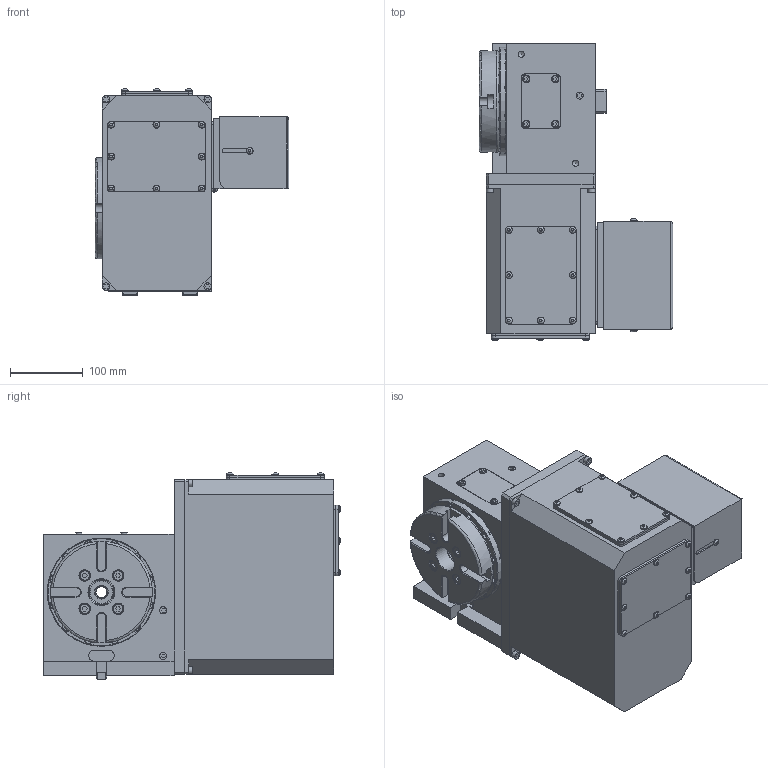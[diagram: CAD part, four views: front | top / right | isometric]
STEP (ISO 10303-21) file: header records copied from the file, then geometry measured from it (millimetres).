
FILE_DESCRIPTION(/* description */ ('Unknown'),/* implementation_level */ '2;1');
FILE_NAME(/* name */ '外型圖-RD140',/* time_stamp */ '2025-06-25T09:51:47+08:00',/* author */ ('Unknown'),/* organization */ ('Unknown'),/* preprocessor_version */ 'ST-DEVELOPER v19.4',/* originating_system */ 'Solid Edge',/* authorisation */ 'Unknown');
FILE_SCHEMA (('AUTOMOTIVE_DESIGN {1 0 10303 214 3 1 1}'));
Length unit declared in the file: millimetre
Products named in the file (1): ¥~«¬¹Ï-RD1g“
Bounding box: 267 x 409.5 x 284.5 mm (x, y, z)
Volume: 14029383.9 mm3; surface area: 632057.9 mm2
Topology: 1 solids, 1 shells, 1270 faces, 2953 edges, 1947 vertices
Faces by surface type: plane 971, cylinder 244, torus 36, cone 19
Full cylindrical faces by diameter (mm): 2.5 x8, 4.2 x4, 5 x4, 7 x4, 7.74 x1, 8 x4, 8.5 x48, 9.5 x42, 9.72 x3, 9.728 x1, 10 x23, 11 x14, 13 x4, 13.2 x4, 14 x4, 15 x1, 17 x1, 23 x1, 26 x1, 31 x2, 35 x2, 40 x1, 45 x1, 58 x1, 95 x1, 140 x1, 149 x1
Entity records: 43255 total; most frequent: CARTESIAN_POINT 5963, DIRECTION 5760, ORIENTED_EDGE 5354, EDGE_CURVE 2677, LINE 2068, VECTOR 2068, VERTEX_POINT 1905, AXIS2_PLACEMENT_3D 1846
